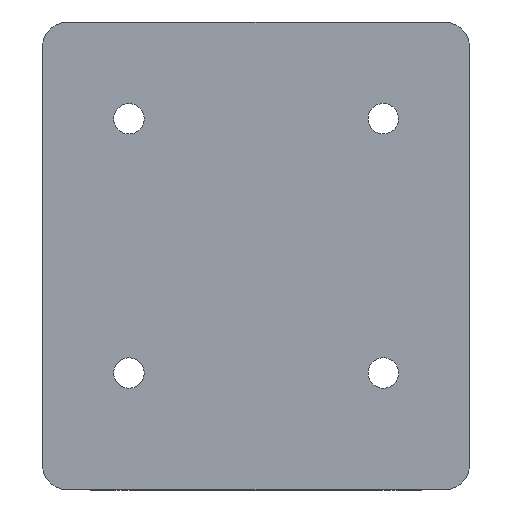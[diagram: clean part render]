
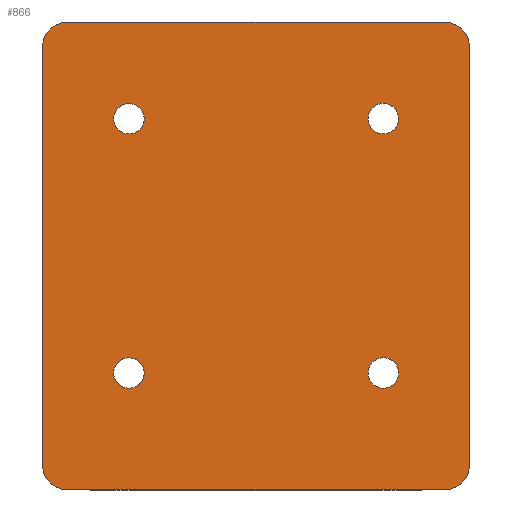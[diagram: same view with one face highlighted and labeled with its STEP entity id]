
A CAD part, front view. The second image highlights one B-rep face of the part: STEP entity #866.
In plain terms, the highlighted planar face has unit normal (0, -1, 0).
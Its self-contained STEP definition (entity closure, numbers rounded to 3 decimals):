
#26=FACE_BOUND('',#134,.T.);
#27=FACE_BOUND('',#135,.T.);
#28=FACE_BOUND('',#136,.T.);
#29=FACE_BOUND('',#137,.T.);
#42=PLANE('',#963);
#78=FACE_OUTER_BOUND('',#133,.T.);
#133=EDGE_LOOP('',(#670,#671,#672,#673,#674,#675,#676,#677));
#134=EDGE_LOOP('',(#678));
#135=EDGE_LOOP('',(#679));
#136=EDGE_LOOP('',(#680));
#137=EDGE_LOOP('',(#681));
#184=CIRCLE('',#921,3.);
#186=CIRCLE('',#924,3.);
#196=CIRCLE('',#941,3.);
#203=CIRCLE('',#954,5.);
#208=CIRCLE('',#964,5.);
#209=CIRCLE('',#965,5.);
#210=CIRCLE('',#966,5.);
#211=CIRCLE('',#967,3.);
#238=LINE('',#1355,#304);
#256=LINE('',#1477,#322);
#257=LINE('',#1481,#323);
#258=LINE('',#1485,#324);
#304=VECTOR('',#1066,10.);
#322=VECTOR('',#1158,10.);
#323=VECTOR('',#1161,10.);
#324=VECTOR('',#1164,10.);
#372=VERTEX_POINT('',#1330);
#374=VERTEX_POINT('',#1336);
#381=VERTEX_POINT('',#1352);
#382=VERTEX_POINT('',#1354);
#396=VERTEX_POINT('',#1427);
#403=VERTEX_POINT('',#1454);
#409=VERTEX_POINT('',#1476);
#410=VERTEX_POINT('',#1478);
#411=VERTEX_POINT('',#1480);
#412=VERTEX_POINT('',#1482);
#413=VERTEX_POINT('',#1484);
#414=VERTEX_POINT('',#1487);
#456=EDGE_CURVE('',#372,#372,#184,.T.);
#459=EDGE_CURVE('',#374,#374,#186,.T.);
#466=EDGE_CURVE('',#381,#382,#238,.T.);
#485=EDGE_CURVE('',#396,#396,#196,.T.);
#499=EDGE_CURVE('',#403,#381,#203,.T.);
#509=EDGE_CURVE('',#403,#409,#256,.T.);
#510=EDGE_CURVE('',#410,#409,#208,.T.);
#511=EDGE_CURVE('',#410,#411,#257,.T.);
#512=EDGE_CURVE('',#412,#411,#209,.T.);
#513=EDGE_CURVE('',#413,#412,#258,.T.);
#514=EDGE_CURVE('',#382,#413,#210,.T.);
#515=EDGE_CURVE('',#414,#414,#211,.T.);
#670=ORIENTED_EDGE('',*,*,#466,.F.);
#671=ORIENTED_EDGE('',*,*,#499,.F.);
#672=ORIENTED_EDGE('',*,*,#509,.T.);
#673=ORIENTED_EDGE('',*,*,#510,.F.);
#674=ORIENTED_EDGE('',*,*,#511,.T.);
#675=ORIENTED_EDGE('',*,*,#512,.F.);
#676=ORIENTED_EDGE('',*,*,#513,.F.);
#677=ORIENTED_EDGE('',*,*,#514,.F.);
#678=ORIENTED_EDGE('',*,*,#459,.T.);
#679=ORIENTED_EDGE('',*,*,#515,.T.);
#680=ORIENTED_EDGE('',*,*,#485,.T.);
#681=ORIENTED_EDGE('',*,*,#456,.T.);
#866=ADVANCED_FACE('',(#78,#26,#27,#28,#29),#42,.T.);
#921=AXIS2_PLACEMENT_3D('',#1332,#1047,#1048);
#924=AXIS2_PLACEMENT_3D('',#1338,#1054,#1055);
#941=AXIS2_PLACEMENT_3D('',#1429,#1100,#1101);
#954=AXIS2_PLACEMENT_3D('',#1456,#1133,#1134);
#963=AXIS2_PLACEMENT_3D('',#1475,#1156,#1157);
#964=AXIS2_PLACEMENT_3D('',#1479,#1159,#1160);
#965=AXIS2_PLACEMENT_3D('',#1483,#1162,#1163);
#966=AXIS2_PLACEMENT_3D('',#1486,#1165,#1166);
#967=AXIS2_PLACEMENT_3D('',#1488,#1167,#1168);
#1047=DIRECTION('center_axis',(0.,1.,0.));
#1048=DIRECTION('ref_axis',(0.,0.,1.));
#1054=DIRECTION('center_axis',(0.,1.,0.));
#1055=DIRECTION('ref_axis',(-0.574,0.,0.819));
#1066=DIRECTION('',(0.,0.,1.));
#1100=DIRECTION('center_axis',(0.,1.,0.));
#1101=DIRECTION('ref_axis',(-0.358,0.,0.934));
#1133=DIRECTION('center_axis',(0.,1.,0.));
#1134=DIRECTION('ref_axis',(-0.707,0.,-0.707));
#1156=DIRECTION('center_axis',(0.,-1.,0.));
#1157=DIRECTION('ref_axis',(1.,0.,0.));
#1158=DIRECTION('',(1.,0.,0.));
#1159=DIRECTION('center_axis',(0.,1.,0.));
#1160=DIRECTION('ref_axis',(0.707,0.,-0.707));
#1161=DIRECTION('',(0.,0.,1.));
#1162=DIRECTION('center_axis',(0.,1.,0.));
#1163=DIRECTION('ref_axis',(0.707,0.,0.707));
#1164=DIRECTION('',(1.,0.,0.));
#1165=DIRECTION('center_axis',(0.,1.,0.));
#1166=DIRECTION('ref_axis',(-0.707,0.,0.707));
#1167=DIRECTION('center_axis',(0.,1.,0.));
#1168=DIRECTION('ref_axis',(-0.035,0.,0.999));
#1330=CARTESIAN_POINT('',(17.006,0.,69.984));
#1332=CARTESIAN_POINT('Origin',(17.006,0.,72.984));
#1336=CARTESIAN_POINT('',(18.724,0.,20.539));
#1338=CARTESIAN_POINT('Origin',(17.003,0.,
22.996));
#1352=CARTESIAN_POINT('',(0.,0.,5.));
#1354=CARTESIAN_POINT('',(0.,0.,87.));
#1355=CARTESIAN_POINT('',(0.,0.,0.));
#1427=CARTESIAN_POINT('',(68.095,0.,70.199));
#1429=CARTESIAN_POINT('Origin',(67.019,0.,
73.));
#1454=CARTESIAN_POINT('',(5.,0.,0.));
#1456=CARTESIAN_POINT('Origin',(5.,0.,5.));
#1475=CARTESIAN_POINT('Origin',(0.,0.,0.));
#1476=CARTESIAN_POINT('',(79.,0.,0.));
#1477=CARTESIAN_POINT('',(0.,0.,0.));
#1478=CARTESIAN_POINT('',(84.,0.,5.));
#1479=CARTESIAN_POINT('Origin',(79.,0.,5.));
#1480=CARTESIAN_POINT('',(84.,0.,87.));
#1481=CARTESIAN_POINT('',(84.,0.,0.));
#1482=CARTESIAN_POINT('',(79.,0.,92.));
#1483=CARTESIAN_POINT('Origin',(79.,0.,87.));
#1484=CARTESIAN_POINT('',(5.,0.,92.));
#1485=CARTESIAN_POINT('',(21.,0.,92.));
#1486=CARTESIAN_POINT('Origin',(5.,0.,87.));
#1487=CARTESIAN_POINT('',(67.142,0.,20.002));
#1488=CARTESIAN_POINT('Origin',(67.038,0.,23.));
